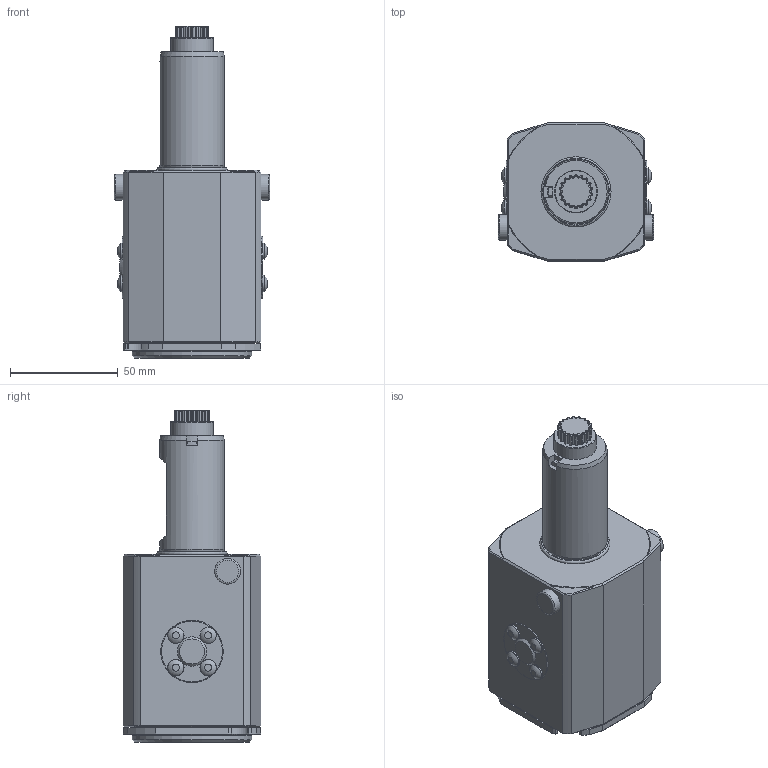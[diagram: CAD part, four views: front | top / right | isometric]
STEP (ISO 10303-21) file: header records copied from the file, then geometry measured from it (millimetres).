
FILE_DESCRIPTION(/* description */ (''),/* implementation_level */ '2;1');
FILE_NAME(/* name */ '1617968356897.stp',/* time_stamp */ '2021-04-09T13:39:22+02:00',/* author */ (''),/* organization */ ('SMS'),/* preprocessor_version */ 'ST-DEVELOPER v16.7',/* originating_system */ 'SIEMENS PLM Software NX 12.0',/* authorisation */ '');
FILE_SCHEMA (('AUTOMOTIVE_DESIGN { 1 0 10303 214 3 1 1 1 }'));
Length unit declared in the file: millimetre
Products named in the file (1): 203469581mod000_00
Bounding box: 72 x 64 x 154 mm (x, y, z)
Volume: 359054.8 mm3; surface area: 40347.4 mm2
Topology: 1 solids, 1 shells, 311 faces, 800 edges, 519 vertices
Faces by surface type: plane 149, cylinder 96, torus 30, cone 24, sphere 8, bspline 4
Full cylindrical faces by diameter (mm): 2 x1, 7.6 x8, 12 x2, 13.2 x1, 19.8 x1, 26.2 x1, 29 x1, 30 x1, 34.5 x1, 54.8 x1, 55.4 x1
Entity records: 10622 total; most frequent: CARTESIAN_POINT 3331, DIRECTION 1502, ORIENTED_EDGE 1480, EDGE_CURVE 740, AXIS2_PLACEMENT_3D 612, VERTEX_POINT 498, EDGE_LOOP 382, ADVANCED_FACE 311
